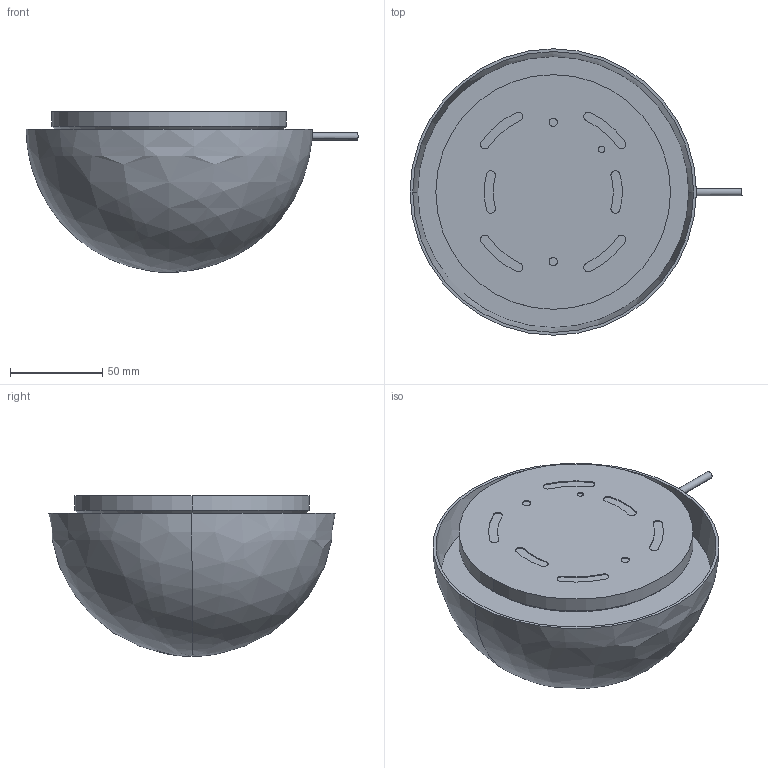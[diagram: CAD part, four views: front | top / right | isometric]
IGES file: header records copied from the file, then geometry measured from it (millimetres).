
Start section: SolidWorks IGES file using analytic representation for surfaces
Global section: file name: ECLPS - Eclipse Sconce.IGS; native system: SolidWorks 2015; preprocessor: SolidWorks 2015; author: Design; date: 190307.125756; units: millimetre
Bounding box: 179.7 x 155 x 87.1 mm (x, y, z)
Volume: 756290.2 mm3; surface area: 94307.9 mm2
Topology: 1 solids, 1 shells, 64 faces, 151 edges, 99 vertices
Faces by surface type: revolution 46, plane 14, bspline 4
